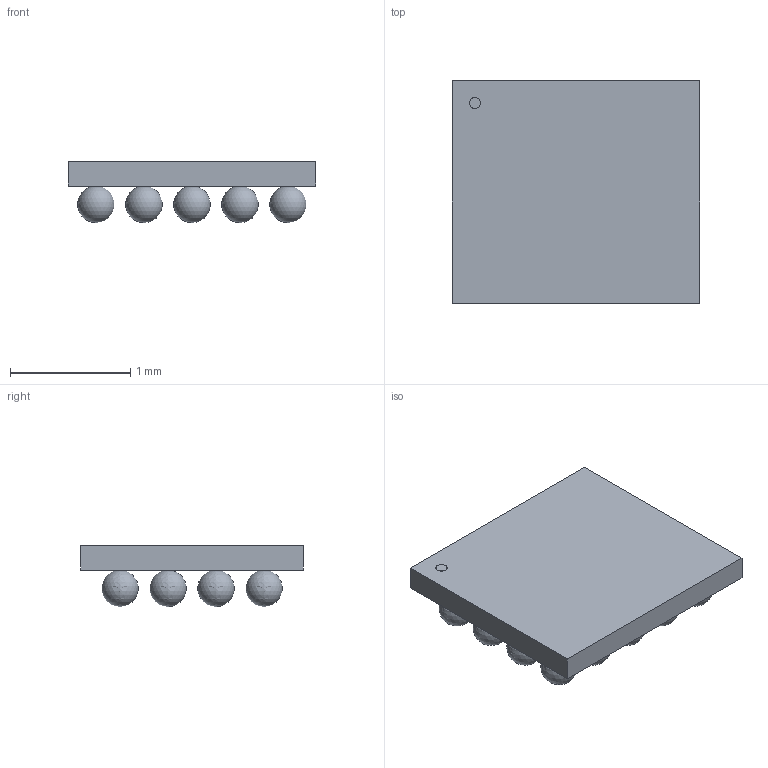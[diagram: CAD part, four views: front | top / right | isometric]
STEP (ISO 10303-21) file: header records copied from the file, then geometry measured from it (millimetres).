
FILE_DESCRIPTION(('STEP AP214'),'1');
FILE_NAME('21-100134A_20','2019-05-27T20:30:21',(''),(''),'','','');
FILE_SCHEMA(('AUTOMOTIVE_DESIGN'));
Length unit declared in the file: millimetre
Products named in the file (1): product
Bounding box: 2.06 x 1.85 x 0.51 mm (x, y, z)
Volume: 0.3 mm3; surface area: 24.3 mm2
Topology: 21 solids, 33 shells, 35 faces, 111 edges, 90 vertices
Faces by surface type: sphere 20, plane 14, cylinder 1
Full cylindrical faces by diameter (mm): 0.093 x1
Entity records: 874 total; most frequent: CARTESIAN_POINT 157, DIRECTION 126, VERTEX_POINT 118, ORIENTED_EDGE 52, EDGE_CURVE 50, LINE 48, VECTOR 48, AXIS2_PLACEMENT_3D 39
